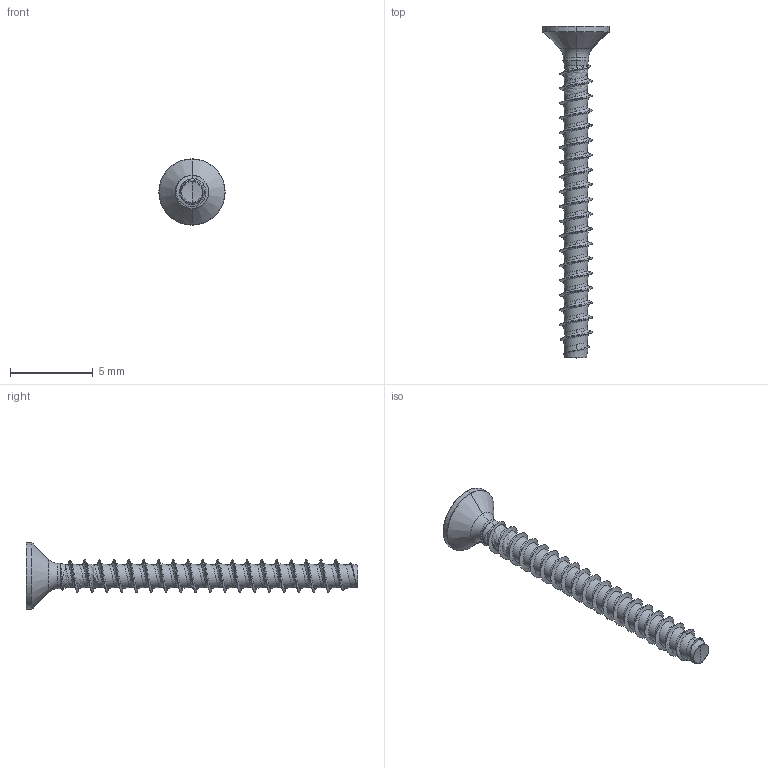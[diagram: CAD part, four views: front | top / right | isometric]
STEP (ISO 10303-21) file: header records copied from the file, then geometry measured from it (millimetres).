
FILE_DESCRIPTION (( 'STEP AP203' ), '1' );
FILE_NAME ('STP330200200.STEP', '2017-08-15T15:13:35', ( '' ), ( '' ), 'SwSTEP 2.0', 'SolidWorks 2015', '' );
FILE_SCHEMA (( 'CONFIG_CONTROL_DESIGN' ));
Length unit declared in the file: millimetre
Products named in the file (1): STP330200200
Bounding box: 4 x 20 x 4 mm (x, y, z)
Volume: 42.8 mm3; surface area: 166.4 mm2
Topology: 1 solids, 1 shells, 202 faces, 474 edges, 274 vertices
Faces by surface type: cylinder 86, bspline 51, sphere 26, plane 22, cone 11, torus 6
Entity records: 32925 total; most frequent: CARTESIAN_POINT 28806, ORIENTED_EDGE 944, DIRECTION 727, EDGE_CURVE 472, AXIS2_PLACEMENT_3D 293, VERTEX_POINT 274, EDGE_LOOP 204, ADVANCED_FACE 202
